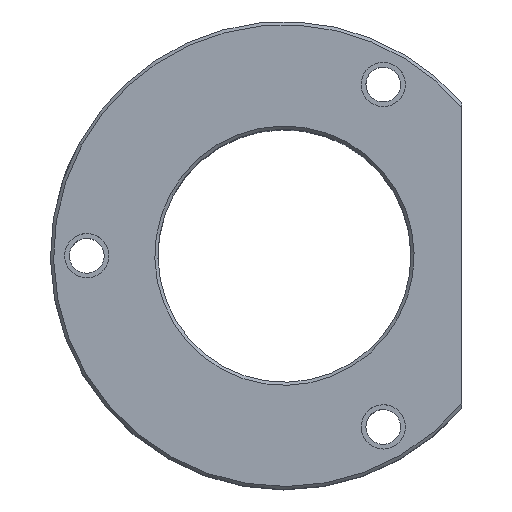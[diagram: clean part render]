
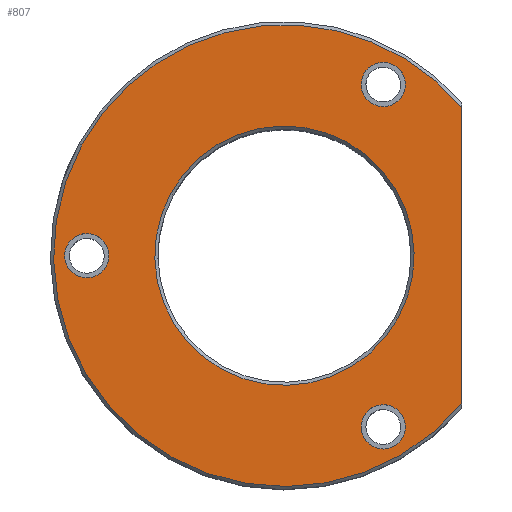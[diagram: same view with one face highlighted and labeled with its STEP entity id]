
A CAD part, top view. The second image highlights one B-rep face of the part: STEP entity #807.
In plain terms, the highlighted planar face has unit normal (0, 0, 1).
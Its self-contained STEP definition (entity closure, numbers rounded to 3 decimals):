
#665=CARTESIAN_POINT('Vertex',(-64.064,34.998,50.)) ;
#668=CARTESIAN_POINT('Axis2P3D Location',(0.,0.,50.)) ;
#672=CARTESIAN_POINT('Vertex',(56.,46.829,50.)) ;
#693=CARTESIAN_POINT('Axis2P3D Location',(0.,0.,50.)) ;
#697=CARTESIAN_POINT('Vertex',(56.,-46.829,50.)) ;
#720=CARTESIAN_POINT('Axis2P3D Location',(-40.,0.,50.)) ;
#725=CARTESIAN_POINT('Line Origine',(56.,0.,50.)) ;
#735=CARTESIAN_POINT('Axis2P3D Location',(31.25,54.127,50.)) ;
#739=CARTESIAN_POINT('Vertex',(25.107,57.483,50.)) ;
#741=CARTESIAN_POINT('Vertex',(37.393,50.771,50.)) ;
#744=CARTESIAN_POINT('Axis2P3D Location',(31.25,54.127,50.)) ;
#753=CARTESIAN_POINT('Axis2P3D Location',(0.,0.,50.)) ;
#757=CARTESIAN_POINT('Vertex',(-35.981,19.656,50.)) ;
#759=CARTESIAN_POINT('Vertex',(35.981,-19.656,50.)) ;
#762=CARTESIAN_POINT('Axis2P3D Location',(0.,0.,50.)) ;
#771=CARTESIAN_POINT('Axis2P3D Location',(31.25,-54.127,50.)) ;
#775=CARTESIAN_POINT('Vertex',(25.107,-50.771,50.)) ;
#777=CARTESIAN_POINT('Vertex',(37.393,-57.483,50.)) ;
#780=CARTESIAN_POINT('Axis2P3D Location',(31.25,-54.127,50.)) ;
#789=CARTESIAN_POINT('Axis2P3D Location',(-62.5,0.,50.)) ;
#793=CARTESIAN_POINT('Vertex',(-68.643,3.356,50.)) ;
#795=CARTESIAN_POINT('Vertex',(-56.357,-3.356,50.)) ;
#798=CARTESIAN_POINT('Axis2P3D Location',(-62.5,0.,50.)) ;
#669=DIRECTION('Axis2P3D Direction',(0.,0.,-1.)) ;
#694=DIRECTION('Axis2P3D Direction',(0.,0.,-1.)) ;
#721=DIRECTION('Axis2P3D Direction',(0.,0.,-1.)) ;
#722=DIRECTION('Axis2P3D XDirection',(1.,0.,0.)) ;
#726=DIRECTION('Vector Direction',(0.,1.,0.)) ;
#736=DIRECTION('Axis2P3D Direction',(0.,0.,-1.)) ;
#745=DIRECTION('Axis2P3D Direction',(0.,0.,-1.)) ;
#754=DIRECTION('Axis2P3D Direction',(0.,0.,-1.)) ;
#763=DIRECTION('Axis2P3D Direction',(0.,0.,-1.)) ;
#772=DIRECTION('Axis2P3D Direction',(0.,0.,-1.)) ;
#781=DIRECTION('Axis2P3D Direction',(0.,0.,-1.)) ;
#790=DIRECTION('Axis2P3D Direction',(0.,0.,-1.)) ;
#799=DIRECTION('Axis2P3D Direction',(0.,0.,-1.)) ;
#670=AXIS2_PLACEMENT_3D('Circle Axis2P3D',#668,#669,$) ;
#695=AXIS2_PLACEMENT_3D('Circle Axis2P3D',#693,#694,$) ;
#723=AXIS2_PLACEMENT_3D('Plane Axis2P3D',#720,#721,#722) ;
#737=AXIS2_PLACEMENT_3D('Circle Axis2P3D',#735,#736,$) ;
#746=AXIS2_PLACEMENT_3D('Circle Axis2P3D',#744,#745,$) ;
#755=AXIS2_PLACEMENT_3D('Circle Axis2P3D',#753,#754,$) ;
#764=AXIS2_PLACEMENT_3D('Circle Axis2P3D',#762,#763,$) ;
#773=AXIS2_PLACEMENT_3D('Circle Axis2P3D',#771,#772,$) ;
#782=AXIS2_PLACEMENT_3D('Circle Axis2P3D',#780,#781,$) ;
#791=AXIS2_PLACEMENT_3D('Circle Axis2P3D',#789,#790,$) ;
#800=AXIS2_PLACEMENT_3D('Circle Axis2P3D',#798,#799,$) ;
#731=ORIENTED_EDGE('',*,*,#729,.T.) ;
#732=ORIENTED_EDGE('',*,*,#674,.F.) ;
#733=ORIENTED_EDGE('',*,*,#699,.F.) ;
#750=ORIENTED_EDGE('',*,*,#743,.T.) ;
#751=ORIENTED_EDGE('',*,*,#748,.T.) ;
#768=ORIENTED_EDGE('',*,*,#761,.T.) ;
#769=ORIENTED_EDGE('',*,*,#766,.T.) ;
#786=ORIENTED_EDGE('',*,*,#779,.T.) ;
#787=ORIENTED_EDGE('',*,*,#784,.T.) ;
#804=ORIENTED_EDGE('',*,*,#797,.T.) ;
#805=ORIENTED_EDGE('',*,*,#802,.T.) ;
#752=FACE_BOUND('',#749,.T.) ;
#770=FACE_BOUND('',#767,.T.) ;
#788=FACE_BOUND('',#785,.T.) ;
#806=FACE_BOUND('',#803,.T.) ;
#727=VECTOR('Line Direction',#726,1.) ;
#807=ADVANCED_FACE('PartBody',(#734,#752,#770,#788,#806),#724,.F.) ;
#671=CIRCLE('generated circle',#670,73.) ;
#696=CIRCLE('generated circle',#695,73.) ;
#738=CIRCLE('generated circle',#737,7.) ;
#747=CIRCLE('generated circle',#746,7.) ;
#756=CIRCLE('generated circle',#755,41.) ;
#765=CIRCLE('generated circle',#764,41.) ;
#774=CIRCLE('generated circle',#773,7.) ;
#783=CIRCLE('generated circle',#782,7.) ;
#792=CIRCLE('generated circle',#791,7.) ;
#801=CIRCLE('generated circle',#800,7.) ;
#674=EDGE_CURVE('',#666,#673,#671,.T.) ;
#699=EDGE_CURVE('',#698,#666,#696,.T.) ;
#729=EDGE_CURVE('',#698,#673,#728,.T.) ;
#743=EDGE_CURVE('',#740,#742,#738,.T.) ;
#748=EDGE_CURVE('',#742,#740,#747,.T.) ;
#761=EDGE_CURVE('',#758,#760,#756,.T.) ;
#766=EDGE_CURVE('',#760,#758,#765,.T.) ;
#779=EDGE_CURVE('',#776,#778,#774,.T.) ;
#784=EDGE_CURVE('',#778,#776,#783,.T.) ;
#797=EDGE_CURVE('',#794,#796,#792,.T.) ;
#802=EDGE_CURVE('',#796,#794,#801,.T.) ;
#730=EDGE_LOOP('',(#731,#732,#733)) ;
#749=EDGE_LOOP('',(#750,#751)) ;
#767=EDGE_LOOP('',(#768,#769)) ;
#785=EDGE_LOOP('',(#786,#787)) ;
#803=EDGE_LOOP('',(#804,#805)) ;
#734=FACE_OUTER_BOUND('',#730,.T.) ;
#728=LINE('Line',#725,#727) ;
#724=PLANE('Plane',#723) ;
#666=VERTEX_POINT('',#665) ;
#673=VERTEX_POINT('',#672) ;
#698=VERTEX_POINT('',#697) ;
#740=VERTEX_POINT('',#739) ;
#742=VERTEX_POINT('',#741) ;
#758=VERTEX_POINT('',#757) ;
#760=VERTEX_POINT('',#759) ;
#776=VERTEX_POINT('',#775) ;
#778=VERTEX_POINT('',#777) ;
#794=VERTEX_POINT('',#793) ;
#796=VERTEX_POINT('',#795) ;
